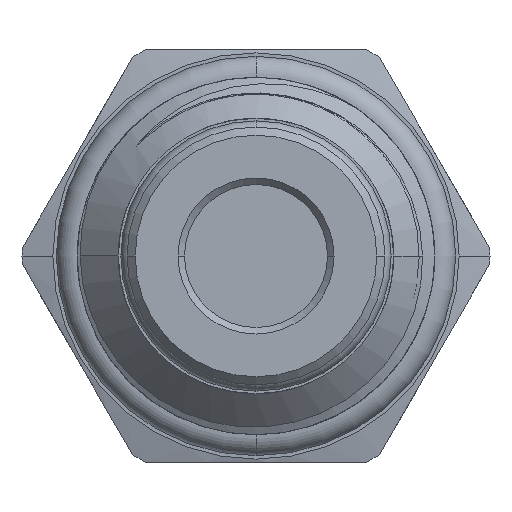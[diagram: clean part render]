
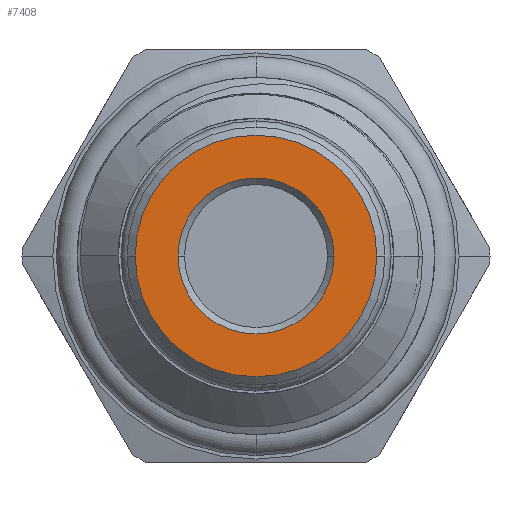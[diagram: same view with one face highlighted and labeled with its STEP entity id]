
A CAD part, left-side view. The second image highlights one B-rep face of the part: STEP entity #7408.
In plain terms, the highlighted planar face has unit normal (-1, 0, 0).
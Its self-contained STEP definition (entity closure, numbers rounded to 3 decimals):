
#254 = EDGE_LOOP ( 'NONE', ( #13542, #13773 ) ) ;
#496 = CARTESIAN_POINT ( 'NONE',  ( -14.511, 7.435, 0. ) ) ;
#557 = DIRECTION ( 'NONE',  ( 1., 0., 0. ) ) ;
#584 = CARTESIAN_POINT ( 'NONE',  ( -14.511, -4.8, 0. ) ) ;
#863 = DIRECTION ( 'NONE',  ( 0., 1., 0. ) ) ;
#911 = DIRECTION ( 'NONE',  ( 0., 1., 0. ) ) ;
#960 = CARTESIAN_POINT ( 'NONE',  ( -14.511, 0., 0. ) ) ;
#1013 = CARTESIAN_POINT ( 'NONE',  ( -14.511, 0., 0. ) ) ;
#1167 = DIRECTION ( 'NONE',  ( -1., 0., 0. ) ) ;
#1493 = CARTESIAN_POINT ( 'NONE',  ( -14.511, 0., 0. ) ) ;
#1700 = PLANE ( 'NONE',  #8784 ) ;
#1726 = DIRECTION ( 'NONE',  ( 0., 1., 0. ) ) ;
#2540 = DIRECTION ( 'NONE',  ( -1., 0., 0. ) ) ;
#2815 = CARTESIAN_POINT ( 'NONE',  ( -14.511, -7.435, 0. ) ) ;
#3604 = FACE_BOUND ( 'NONE', #254, .T. ) ;
#3871 = CIRCLE ( 'NONE', #9065, 7.435 ) ;
#3947 = CIRCLE ( 'NONE', #8899, 7.435 ) ;
#4001 = FACE_OUTER_BOUND ( 'NONE', #5636, .T. ) ;
#4013 = CIRCLE ( 'NONE', #9005, 4.8 ) ;
#4093 = CIRCLE ( 'NONE', #8862, 4.8 ) ;
#5636 = EDGE_LOOP ( 'NONE', ( #13640, #13622 ) ) ;
#7408 = ADVANCED_FACE ( 'NONE', ( #3604, #4001 ), #1700, .T. ) ;
#7738 = VERTEX_POINT ( 'NONE', #2815 ) ;
#7750 = VERTEX_POINT ( 'NONE', #496 ) ;
#8160 = EDGE_CURVE ( 'NONE', #8749, #8179, #4093, .T. ) ;
#8179 = VERTEX_POINT ( 'NONE', #584 ) ;
#8279 = EDGE_CURVE ( 'NONE', #7738, #7750, #3947, .T. ) ;
#8450 = EDGE_CURVE ( 'NONE', #8179, #8749, #4013, .T. ) ;
#8749 = VERTEX_POINT ( 'NONE', #10619 ) ;
#8784 = AXIS2_PLACEMENT_3D ( 'NONE', #1493, #2540, #1726 ) ;
#8862 = AXIS2_PLACEMENT_3D ( 'NONE', #1013, #557, #863 ) ;
#8899 = AXIS2_PLACEMENT_3D ( 'NONE', #960, #1167, #911 ) ;
#9005 = AXIS2_PLACEMENT_3D ( 'NONE', #12966, #12965, #12964 ) ;
#9065 = AXIS2_PLACEMENT_3D ( 'NONE', #9749, #9748, #9747 ) ;
#9747 = DIRECTION ( 'NONE',  ( 0., 1., 0. ) ) ;
#9748 = DIRECTION ( 'NONE',  ( -1., 0., 0. ) ) ;
#9749 = CARTESIAN_POINT ( 'NONE',  ( -14.511, 0., 0. ) ) ;
#10619 = CARTESIAN_POINT ( 'NONE',  ( -14.511, 4.8, 0. ) ) ;
#11976 = EDGE_CURVE ( 'NONE', #7750, #7738, #3871, .T. ) ;
#12964 = DIRECTION ( 'NONE',  ( 0., 1., 0. ) ) ;
#12965 = DIRECTION ( 'NONE',  ( 1., 0., 0. ) ) ;
#12966 = CARTESIAN_POINT ( 'NONE',  ( -14.511, 0., 0. ) ) ;
#13542 = ORIENTED_EDGE ( 'NONE', *, *, #8160, .T. ) ;
#13622 = ORIENTED_EDGE ( 'NONE', *, *, #11976, .T. ) ;
#13640 = ORIENTED_EDGE ( 'NONE', *, *, #8279, .T. ) ;
#13773 = ORIENTED_EDGE ( 'NONE', *, *, #8450, .T. ) ;
